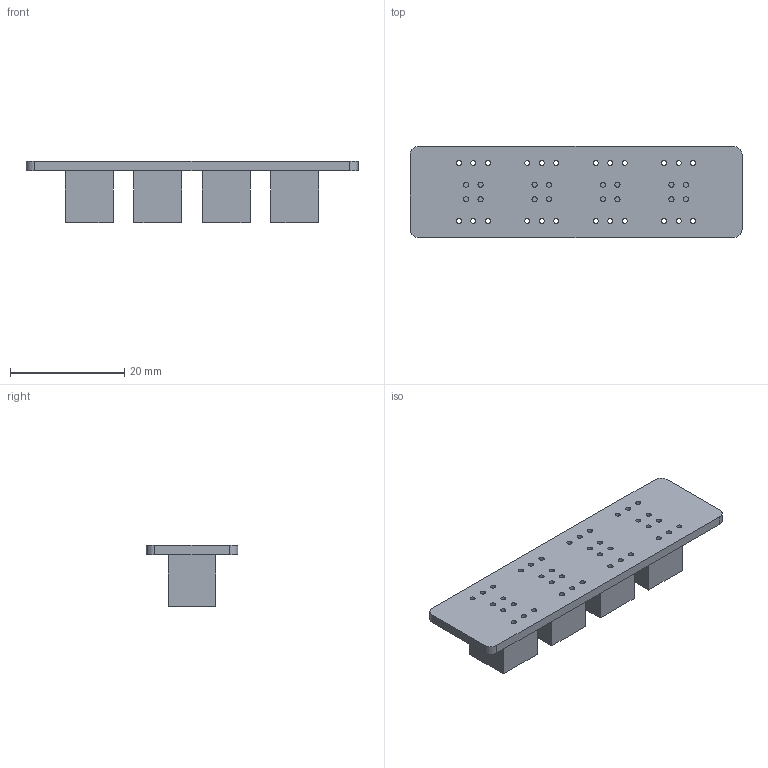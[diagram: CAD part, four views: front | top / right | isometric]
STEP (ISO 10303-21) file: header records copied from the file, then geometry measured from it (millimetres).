
FILE_DESCRIPTION(('Open CASCADE Model'),'2;1');
FILE_NAME('Open CASCADE Shape Model','2021-07-15T12:35:10',('Author'),( 'Open CASCADE'),'Open CASCADE STEP processor 6.8','Open CASCADE 6.8' ,'Unknown');
FILE_SCHEMA(('AUTOMOTIVE_DESIGN { 1 0 10303 214 1 1 1 1 }'));
Length unit declared in the file: millimetre
Products named in the file (9): PCB; Board; Open CASCADE STEP translator 6.8 2.1.1; PDE3; 6495494176; Extruded; PDE4; PDE2; PDE1
Assembly tree (11 placements, depth 4):
  PCB
    Board
      Open CASCADE STEP translator 6.8 2.1.1
    PDE3
      6495494176
        Extruded
    PDE4
      6495494176
        Extruded
    PDE2
      6495494176
        Extruded
    PDE1
      6495494176
        Extruded
Bounding box: 58.2 x 16 x 10.72 mm (x, y, z)
Volume: 4032 mm3; surface area: 4014.5 mm2
Topology: 5 solids, 5 shells, 74 faces, 192 edges, 128 vertices
Faces by surface type: cylinder 44, plane 30
Full cylindrical faces by diameter (mm): 0.9 x40
Entity records: 2206 total; most frequent: DIRECTION 380, CARTESIAN_POINT 328, ORIENTED_EDGE 312, AXIS2_PLACEMENT_3D 156, EDGE_CURVE 156, FACE_BOUND 136, EDGE_LOOP 136, VERTEX_POINT 104
